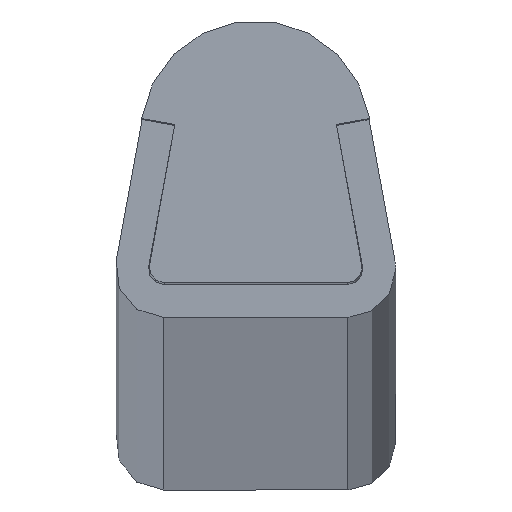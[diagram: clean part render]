
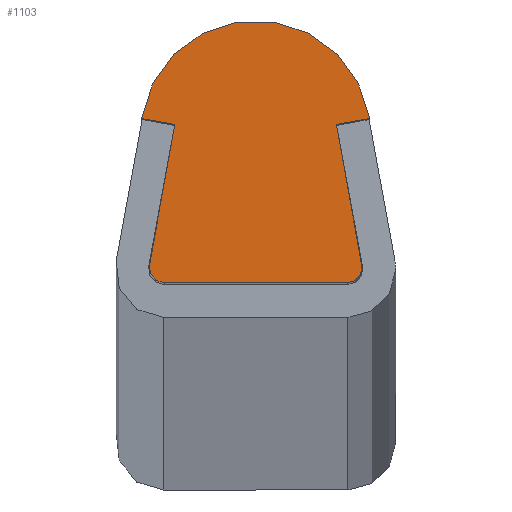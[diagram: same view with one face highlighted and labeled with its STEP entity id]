
A CAD part, top view. The second image highlights one B-rep face of the part: STEP entity #1103.
In plain terms, the highlighted planar face has unit normal (0, 0, 1).
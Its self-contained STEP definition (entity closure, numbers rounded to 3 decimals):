
#3 = LINE ( 'NONE', #578, #1254 ) ;
#41 = EDGE_CURVE ( 'NONE', #327, #769, #271, .T. ) ;
#55 = AXIS2_PLACEMENT_3D ( 'NONE', #698, #538, #299 ) ;
#65 = ORIENTED_EDGE ( 'NONE', *, *, #120, .T. ) ;
#68 = CIRCLE ( 'NONE', #148, 0.9 ) ;
#73 = EDGE_CURVE ( 'NONE', #139, #327, #3, .T. ) ;
#98 = ORIENTED_EDGE ( 'NONE', *, *, #715, .T. ) ;
#109 = CARTESIAN_POINT ( 'NONE',  ( -5.55, -3.3, 0. ) ) ;
#110 = ORIENTED_EDGE ( 'NONE', *, *, #385, .T. ) ;
#120 = EDGE_CURVE ( 'NONE', #769, #530, #905, .T. ) ;
#121 = VECTOR ( 'NONE', #845, 1000. ) ;
#129 = VERTEX_POINT ( 'NONE', #880 ) ;
#138 = DIRECTION ( 'NONE',  ( 0., 0., 1. ) ) ;
#139 = VERTEX_POINT ( 'NONE', #1087 ) ;
#148 = AXIS2_PLACEMENT_3D ( 'NONE', #823, #138, #1133 ) ;
#163 = DIRECTION ( 'NONE',  ( 1., 0., 0. ) ) ;
#179 = VERTEX_POINT ( 'NONE', #417 ) ;
#261 = EDGE_CURVE ( 'NONE', #969, #350, #1131, .T. ) ;
#262 = FACE_OUTER_BOUND ( 'NONE', #840, .T. ) ;
#271 = LINE ( 'NONE', #1277, #520 ) ;
#286 = DIRECTION ( 'NONE',  ( 0., 0., 1. ) ) ;
#299 = DIRECTION ( 'NONE',  ( 1., 0., 0. ) ) ;
#314 = CARTESIAN_POINT ( 'NONE',  ( 6.45, -2.4, 0. ) ) ;
#316 = VERTEX_POINT ( 'NONE', #314 ) ;
#319 = CARTESIAN_POINT ( 'NONE',  ( 4.901, 6.3, 0. ) ) ;
#326 = CARTESIAN_POINT ( 'NONE',  ( 6.919, 6.663, 0. ) ) ;
#327 = VERTEX_POINT ( 'NONE', #319 ) ;
#350 = VERTEX_POINT ( 'NONE', #109 ) ;
#385 = EDGE_CURVE ( 'NONE', #530, #129, #1143, .T. ) ;
#417 = CARTESIAN_POINT ( 'NONE',  ( 5.55, -3.3, 0. ) ) ;
#423 = CARTESIAN_POINT ( 'NONE',  ( 5.55, -3.3, 0. ) ) ;
#465 = DIRECTION ( 'NONE',  ( 0.984, 0.177, 0. ) ) ;
#472 = DIRECTION ( 'NONE',  ( 0., 0., 1. ) ) ;
#478 = EDGE_CURVE ( 'NONE', #179, #316, #856, .T. ) ;
#499 = AXIS2_PLACEMENT_3D ( 'NONE', #1069, #472, #163 ) ;
#505 = LINE ( 'NONE', #709, #934 ) ;
#517 = ORIENTED_EDGE ( 'NONE', *, *, #765, .T. ) ;
#520 = VECTOR ( 'NONE', #465, 1000. ) ;
#530 = VERTEX_POINT ( 'NONE', #684 ) ;
#538 = DIRECTION ( 'NONE',  ( 0., 0., 1. ) ) ;
#571 = ORIENTED_EDGE ( 'NONE', *, *, #41, .T. ) ;
#578 = CARTESIAN_POINT ( 'NONE',  ( 4.901, 6.3, 0. ) ) ;
#586 = CARTESIAN_POINT ( 'NONE',  ( -5.55, -2.4, 0. ) ) ;
#610 = VECTOR ( 'NONE', #1232, 1000. ) ;
#643 = ORIENTED_EDGE ( 'NONE', *, *, #478, .T. ) ;
#652 = CARTESIAN_POINT ( 'NONE',  ( -6.436, -2.241, 0. ) ) ;
#684 = CARTESIAN_POINT ( 'NONE',  ( -6.919, 6.663, 0. ) ) ;
#698 = CARTESIAN_POINT ( 'NONE',  ( 0., 5.6, 0. ) ) ;
#709 = CARTESIAN_POINT ( 'NONE',  ( -4.901, 6.3, 0. ) ) ;
#715 = EDGE_CURVE ( 'NONE', #129, #969, #505, .T. ) ;
#749 = EDGE_CURVE ( 'NONE', #350, #179, #1039, .T. ) ;
#765 = EDGE_CURVE ( 'NONE', #316, #139, #68, .T. ) ;
#769 = VERTEX_POINT ( 'NONE', #326 ) ;
#823 = CARTESIAN_POINT ( 'NONE',  ( 5.55, -2.4, 0. ) ) ;
#840 = EDGE_LOOP ( 'NONE', ( #65, #110, #98, #1249, #853, #643, #517, #1019, #571 ) ) ;
#845 = DIRECTION ( 'NONE',  ( 0.984, -0.177, 0. ) ) ;
#853 = ORIENTED_EDGE ( 'NONE', *, *, #749, .T. ) ;
#856 = CIRCLE ( 'NONE', #1023, 0.9 ) ;
#880 = CARTESIAN_POINT ( 'NONE',  ( -4.901, 6.3, 0. ) ) ;
#885 = CARTESIAN_POINT ( 'NONE',  ( 5.55, -2.4, 0. ) ) ;
#905 = CIRCLE ( 'NONE', #499, 7. ) ;
#934 = VECTOR ( 'NONE', #1112, 1000. ) ;
#969 = VERTEX_POINT ( 'NONE', #652 ) ;
#1019 = ORIENTED_EDGE ( 'NONE', *, *, #73, .T. ) ;
#1023 = AXIS2_PLACEMENT_3D ( 'NONE', #885, #1169, #1184 ) ;
#1027 = AXIS2_PLACEMENT_3D ( 'NONE', #586, #286, #1081 ) ;
#1039 = LINE ( 'NONE', #423, #610 ) ;
#1058 = PLANE ( 'NONE',  #55 ) ;
#1060 = CARTESIAN_POINT ( 'NONE',  ( -6.919, 6.663, 0. ) ) ;
#1069 = CARTESIAN_POINT ( 'NONE',  ( 0., 5.6, 0. ) ) ;
#1073 = DIRECTION ( 'NONE',  ( -0.177, 0.984, 0. ) ) ;
#1081 = DIRECTION ( 'NONE',  ( 1., 0., 0. ) ) ;
#1087 = CARTESIAN_POINT ( 'NONE',  ( 6.436, -2.241, 0. ) ) ;
#1103 = ADVANCED_FACE ( 'NONE', ( #262 ), #1058, .T. ) ;
#1112 = DIRECTION ( 'NONE',  ( -0.177, -0.984, 0. ) ) ;
#1131 = CIRCLE ( 'NONE', #1027, 0.9 ) ;
#1133 = DIRECTION ( 'NONE',  ( -1., 0., 0. ) ) ;
#1143 = LINE ( 'NONE', #1060, #121 ) ;
#1169 = DIRECTION ( 'NONE',  ( 0., 0., 1. ) ) ;
#1184 = DIRECTION ( 'NONE',  ( -1., 0., 0. ) ) ;
#1232 = DIRECTION ( 'NONE',  ( 1., 0., 0. ) ) ;
#1249 = ORIENTED_EDGE ( 'NONE', *, *, #261, .T. ) ;
#1254 = VECTOR ( 'NONE', #1073, 1000. ) ;
#1277 = CARTESIAN_POINT ( 'NONE',  ( 6.919, 6.663, 0. ) ) ;
